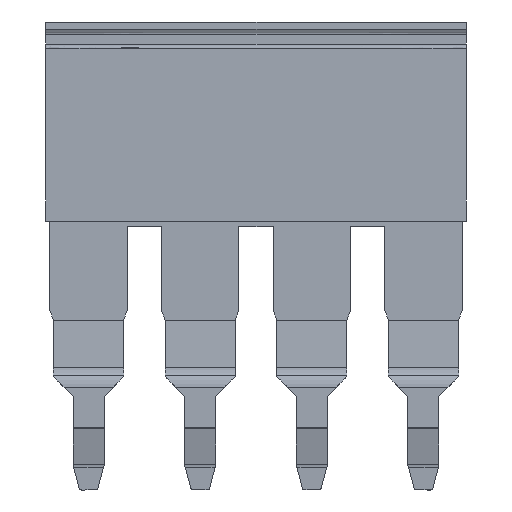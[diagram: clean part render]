
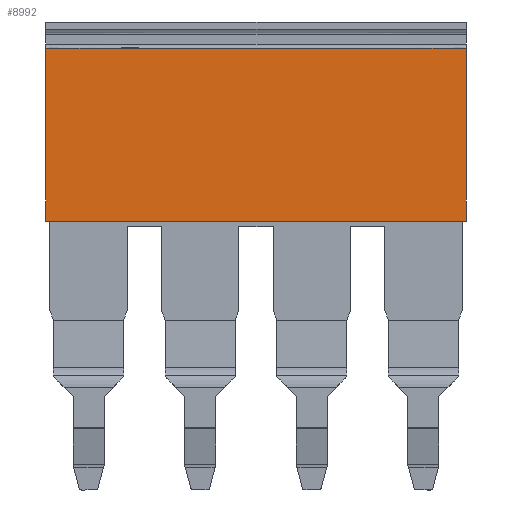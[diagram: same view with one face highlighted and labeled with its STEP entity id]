
A CAD part, front view. The second image highlights one B-rep face of the part: STEP entity #8992.
In plain terms, the highlighted planar face has unit normal (0, -1, 0).
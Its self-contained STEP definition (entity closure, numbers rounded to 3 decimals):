
#8977=AXIS2_PLACEMENT_3D('Plane Axis2P3D',#8974,#8975,#8976) ;
#8296=CARTESIAN_POINT('Vertex',(0.,0.4,19.509)) ;
#8300=CARTESIAN_POINT('Control Point',(0.,0.4,32.056)) ;
#8301=CARTESIAN_POINT('Control Point',(0.,0.4,28.919)) ;
#8302=CARTESIAN_POINT('Control Point',(0.,0.4,25.782)) ;
#8303=CARTESIAN_POINT('Control Point',(0.,0.4,22.646)) ;
#8304=CARTESIAN_POINT('Control Point',(0.,0.4,19.509)) ;
#8305=CARTESIAN_POINT('Vertex',(0.,0.4,32.056)) ;
#8451=CARTESIAN_POINT('Vertex',(7.15,0.4,32.056)) ;
#8461=CARTESIAN_POINT('Line Origine',(3.575,0.4,32.056)) ;
#8620=CARTESIAN_POINT('Vertex',(30.5,0.4,32.056)) ;
#8624=CARTESIAN_POINT('Control Point',(30.5,0.4,32.056)) ;
#8625=CARTESIAN_POINT('Control Point',(30.5,0.4,28.919)) ;
#8626=CARTESIAN_POINT('Control Point',(30.5,0.4,25.782)) ;
#8627=CARTESIAN_POINT('Control Point',(30.5,0.4,22.646)) ;
#8628=CARTESIAN_POINT('Control Point',(30.5,0.4,19.509)) ;
#8629=CARTESIAN_POINT('Vertex',(30.5,0.4,19.509)) ;
#8671=CARTESIAN_POINT('Vertex',(23.35,0.4,32.056)) ;
#8676=CARTESIAN_POINT('Line Origine',(26.925,0.4,32.056)) ;
#8962=CARTESIAN_POINT('Line Origine',(15.25,0.4,32.056)) ;
#8974=CARTESIAN_POINT('Axis2P3D Location',(-5.6,0.4,15.659)) ;
#8979=CARTESIAN_POINT('Line Origine',(15.25,0.4,19.509)) ;
#8462=DIRECTION('Vector Direction',(1.,0.,0.)) ;
#8677=DIRECTION('Vector Direction',(1.,0.,0.)) ;
#8963=DIRECTION('Vector Direction',(1.,0.,0.)) ;
#8975=DIRECTION('Axis2P3D Direction',(0.,-1.,0.)) ;
#8976=DIRECTION('Axis2P3D XDirection',(0.,0.,1.)) ;
#8980=DIRECTION('Vector Direction',(1.,0.,0.)) ;
#8463=VECTOR('Line Direction',#8462,1.) ;
#8678=VECTOR('Line Direction',#8677,1.) ;
#8964=VECTOR('Line Direction',#8963,1.) ;
#8981=VECTOR('Line Direction',#8980,1.) ;
#8985=ORIENTED_EDGE('',*,*,#8465,.F.) ;
#8986=ORIENTED_EDGE('',*,*,#8307,.F.) ;
#8987=ORIENTED_EDGE('',*,*,#8983,.T.) ;
#8988=ORIENTED_EDGE('',*,*,#8631,.T.) ;
#8989=ORIENTED_EDGE('',*,*,#8680,.F.) ;
#8990=ORIENTED_EDGE('',*,*,#8966,.F.) ;
#8992=ADVANCED_FACE('ISTE_ZQV6',(#8991),#8978,.T.) ;
#8299=B_SPLINE_CURVE_WITH_KNOTS('',4,(#8300,#8301,#8302,#8303,#8304),.UNSPECIFIED.,.F.,.U.,(5,5),(0.,12.547),.UNSPECIFIED.) ;
#8623=B_SPLINE_CURVE_WITH_KNOTS('',4,(#8624,#8625,#8626,#8627,#8628),.UNSPECIFIED.,.F.,.U.,(5,5),(0.,12.547),.UNSPECIFIED.) ;
#8307=EDGE_CURVE('',#8297,#8306,#8299,.F.) ;
#8465=EDGE_CURVE('',#8306,#8452,#8464,.T.) ;
#8631=EDGE_CURVE('',#8630,#8621,#8623,.F.) ;
#8680=EDGE_CURVE('',#8672,#8621,#8679,.T.) ;
#8966=EDGE_CURVE('',#8452,#8672,#8965,.T.) ;
#8983=EDGE_CURVE('',#8297,#8630,#8982,.T.) ;
#8984=EDGE_LOOP('',(#8985,#8986,#8987,#8988,#8989,#8990)) ;
#8991=FACE_OUTER_BOUND('',#8984,.T.) ;
#8464=LINE('Line',#8461,#8463) ;
#8679=LINE('Line',#8676,#8678) ;
#8965=LINE('Line',#8962,#8964) ;
#8982=LINE('Line',#8979,#8981) ;
#8978=PLANE('',#8977) ;
#8297=VERTEX_POINT('',#8296) ;
#8306=VERTEX_POINT('',#8305) ;
#8452=VERTEX_POINT('',#8451) ;
#8621=VERTEX_POINT('',#8620) ;
#8630=VERTEX_POINT('',#8629) ;
#8672=VERTEX_POINT('',#8671) ;
